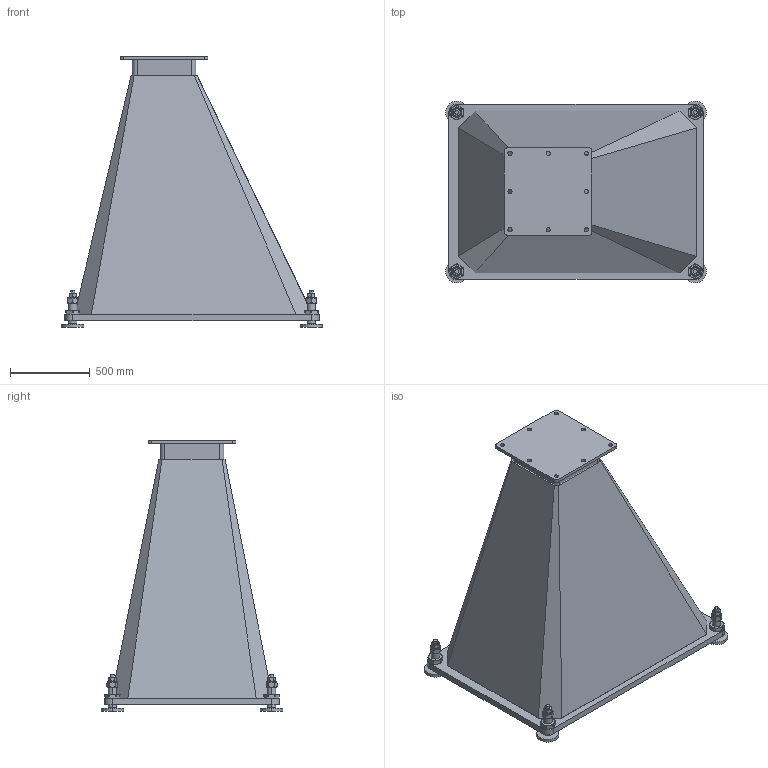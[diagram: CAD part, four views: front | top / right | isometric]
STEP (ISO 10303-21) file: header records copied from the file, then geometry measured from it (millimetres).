
FILE_DESCRIPTION (( 'STEP AP214' ), '1' );
FILE_NAME ('LowerLeg 2500.STEP', '2010-03-04T08:52:49', ( 'ABB' ), ( 'ABB' ), 'SwSTEP 2.0', 'SolidWorks 2008', '' );
FILE_SCHEMA (( 'AUTOMOTIVE_DESIGN' ));
Length unit declared in the file: millimetre
Products named in the file (21): 10-00008121-56; 10-00008121-61; 10-00008121-60; 10-00008121-59; 10-10001100-40; 10-00008121-58; 10-00008121-57; 10-00008133-502; 10-00008128-303; 10-10001100-41; 10-10001100-39; 10-00008121-55; 10-00008121-54; 10-00008121-53; 10-10001100-38; 10-00008121-52; 10-00008121-51; 10-00008121-50; STATIV_FOT_SOL_2; 10-00008133-101; LowerLeg 2500
Assembly tree (20 placements, depth 2):
  LowerLeg 2500
    10-00008128-303
    10-00008133-502
    10-10001100-40
    10-00008121-59
    10-00008121-56
    10-00008121-57
    10-00008121-52
    10-00008133-101
    10-00008121-54
    10-00008121-50
    10-00008121-55
    10-10001100-38
    10-10001100-41
    10-00008121-53
    STATIV_FOT_SOL_2
    10-00008121-61
    10-00008121-51
    10-00008121-60
    10-00008121-58
    10-10001100-39
Bounding box: 1640 x 1140 x 1700 mm (x, y, z)
Volume: 1434613455.1 mm3; surface area: 14463385 mm2
Topology: 20 solids, 20 shells, 473 faces, 1091 edges, 671 vertices
Faces by surface type: cone 170, plane 148, cylinder 140, bspline 15
Entity records: 16698 total; most frequent: CARTESIAN_POINT 5457, DIRECTION 2255, ORIENTED_EDGE 2178, EDGE_CURVE 1089, AXIS2_PLACEMENT_3D 973, VERTEX_POINT 671, EDGE_LOOP 536, CIRCLE 492
